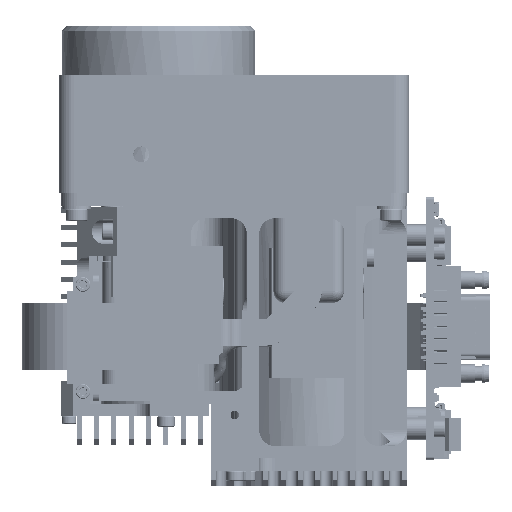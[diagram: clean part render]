
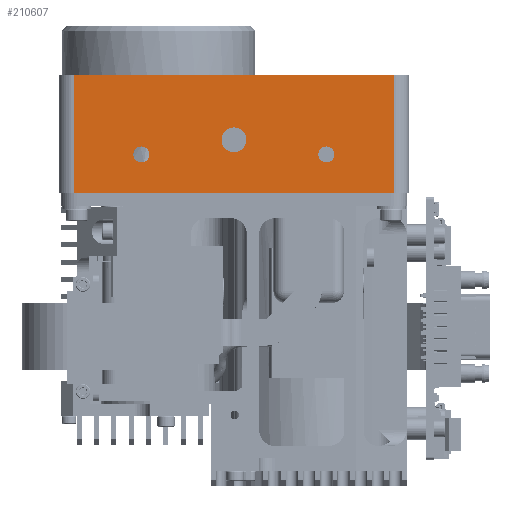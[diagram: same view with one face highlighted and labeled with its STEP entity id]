
A CAD part, front view. The second image highlights one B-rep face of the part: STEP entity #210607.
In plain terms, the highlighted planar face has unit normal (0, -1, 0).
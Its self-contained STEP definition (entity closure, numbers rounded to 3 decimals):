
#194 = EDGE_LOOP ( 'NONE', ( #184459 ) ) ;
#4559 = EDGE_CURVE ( 'NONE', #67724, #67724, #135390, .T. ) ;
#17145 = CARTESIAN_POINT ( 'NONE',  ( 234.452, -3.698, -149.001 ) ) ;
#17472 = CARTESIAN_POINT ( 'NONE',  ( 201.627, -3.698, -135.591 ) ) ;
#18194 = ORIENTED_EDGE ( 'NONE', *, *, #190388, .F. ) ;
#20194 = DIRECTION ( 'NONE',  ( -1., 0., 0. ) ) ;
#20997 = DIRECTION ( 'NONE',  ( -1., 0., 0. ) ) ;
#25681 = EDGE_CURVE ( 'NONE', #46387, #134285, #190865, .T. ) ;
#26436 = CARTESIAN_POINT ( 'NONE',  ( 201.627, -3.698, -135.591 ) ) ;
#33571 = AXIS2_PLACEMENT_3D ( 'NONE', #17145, #91591, #217067 ) ;
#38443 = CARTESIAN_POINT ( 'NONE',  ( 215.452, -3.698, -152.001 ) ) ;
#46387 = VERTEX_POINT ( 'NONE', #57231 ) ;
#50333 = ORIENTED_EDGE ( 'NONE', *, *, #175159, .F. ) ;
#52926 = FACE_BOUND ( 'NONE', #194, .T. ) ;
#55651 = LINE ( 'NONE', #130162, #141014 ) ;
#57231 = CARTESIAN_POINT ( 'NONE',  ( 201.627, -3.698, -135.591 ) ) ;
#62227 = VERTEX_POINT ( 'NONE', #117835 ) ;
#67724 = VERTEX_POINT ( 'NONE', #78811 ) ;
#70670 = DIRECTION ( 'NONE',  ( 0., 1., 0. ) ) ;
#76055 = CARTESIAN_POINT ( 'NONE',  ( 267.277, -3.698, -160.001 ) ) ;
#76846 = DIRECTION ( 'NONE',  ( 0., 0., -1. ) ) ;
#78811 = CARTESIAN_POINT ( 'NONE',  ( 255.102, -3.698, -152.001 ) ) ;
#82666 = CIRCLE ( 'NONE', #33571, 2.553 ) ;
#91591 = DIRECTION ( 'NONE',  ( 0., -1., 0. ) ) ;
#94485 = ORIENTED_EDGE ( 'NONE', *, *, #209771, .F. ) ;
#94641 = LINE ( 'NONE', #114695, #165391 ) ;
#96233 = CIRCLE ( 'NONE', #228516, 1.65 ) ;
#100419 = DIRECTION ( 'NONE',  ( 0., -1., 0. ) ) ;
#101461 = EDGE_LOOP ( 'NONE', ( #144385 ) ) ;
#102737 = CARTESIAN_POINT ( 'NONE',  ( 253.452, -3.698, -152.001 ) ) ;
#110848 = FACE_OUTER_BOUND ( 'NONE', #130780, .T. ) ;
#114695 = CARTESIAN_POINT ( 'NONE',  ( 267.277, -3.698, -135.591 ) ) ;
#117835 = CARTESIAN_POINT ( 'NONE',  ( 217.102, -3.698, -152.001 ) ) ;
#118166 = DIRECTION ( 'NONE',  ( 1., 0., 0. ) ) ;
#121332 = CARTESIAN_POINT ( 'NONE',  ( 237.004, -3.698, -149.001 ) ) ;
#123095 = CARTESIAN_POINT ( 'NONE',  ( 267.277, -3.698, -135.591 ) ) ;
#127883 = CARTESIAN_POINT ( 'NONE',  ( 201.627, -3.698, -160.001 ) ) ;
#129479 = DIRECTION ( 'NONE',  ( 1., 0., 0. ) ) ;
#130162 = CARTESIAN_POINT ( 'NONE',  ( 267.277, -3.698, -160.001 ) ) ;
#130780 = EDGE_LOOP ( 'NONE', ( #198331, #50333, #18194, #233837 ) ) ;
#134285 = VERTEX_POINT ( 'NONE', #127883 ) ;
#135390 = CIRCLE ( 'NONE', #199788, 1.65 ) ;
#136624 = EDGE_CURVE ( 'NONE', #46387, #193614, #227481, .T. ) ;
#141014 = VECTOR ( 'NONE', #20194, 1000. ) ;
#143324 = AXIS2_PLACEMENT_3D ( 'NONE', #17472, #70670, #20997 ) ;
#144385 = ORIENTED_EDGE ( 'NONE', *, *, #203642, .F. ) ;
#151826 = DIRECTION ( 'NONE',  ( 0., 0., -1. ) ) ;
#156454 = DIRECTION ( 'NONE',  ( 1., 0., 0. ) ) ;
#162309 = EDGE_LOOP ( 'NONE', ( #94485 ) ) ;
#165391 = VECTOR ( 'NONE', #76846, 1000. ) ;
#165626 = VECTOR ( 'NONE', #151826, 1000. ) ;
#175159 = EDGE_CURVE ( 'NONE', #227418, #134285, #55651, .T. ) ;
#182792 = DIRECTION ( 'NONE',  ( 0., -1., 0. ) ) ;
#184459 = ORIENTED_EDGE ( 'NONE', *, *, #4559, .F. ) ;
#190388 = EDGE_CURVE ( 'NONE', #193614, #227418, #94641, .T. ) ;
#190865 = LINE ( 'NONE', #26436, #165626 ) ;
#193614 = VERTEX_POINT ( 'NONE', #123095 ) ;
#197306 = FACE_BOUND ( 'NONE', #101461, .T. ) ;
#198331 = ORIENTED_EDGE ( 'NONE', *, *, #25681, .T. ) ;
#199788 = AXIS2_PLACEMENT_3D ( 'NONE', #102737, #100419, #118166 ) ;
#203642 = EDGE_CURVE ( 'NONE', #62227, #62227, #96233, .T. ) ;
#209771 = EDGE_CURVE ( 'NONE', #214791, #214791, #82666, .T. ) ;
#210607 = ADVANCED_FACE ( 'NONE', ( #215087, #52926, #197306, #110848 ), #216229, .F. ) ;
#214791 = VERTEX_POINT ( 'NONE', #121332 ) ;
#215087 = FACE_BOUND ( 'NONE', #162309, .T. ) ;
#216229 = PLANE ( 'NONE',  #143324 ) ;
#217067 = DIRECTION ( 'NONE',  ( 1., 0., 0. ) ) ;
#224379 = VECTOR ( 'NONE', #156454, 1000. ) ;
#225161 = CARTESIAN_POINT ( 'NONE',  ( 201.627, -3.698, -135.591 ) ) ;
#227418 = VERTEX_POINT ( 'NONE', #76055 ) ;
#227481 = LINE ( 'NONE', #225161, #224379 ) ;
#228516 = AXIS2_PLACEMENT_3D ( 'NONE', #38443, #182792, #129479 ) ;
#233837 = ORIENTED_EDGE ( 'NONE', *, *, #136624, .F. ) ;
